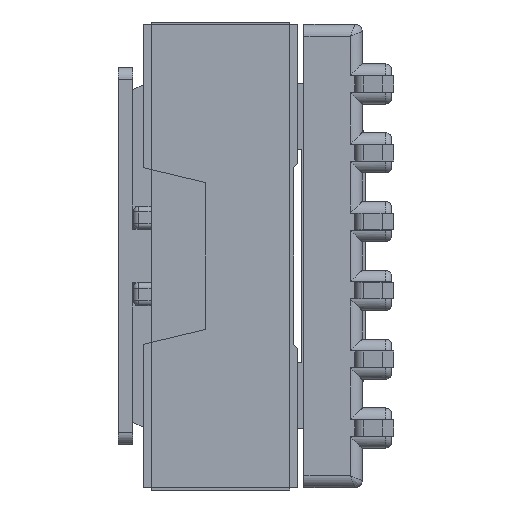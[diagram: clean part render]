
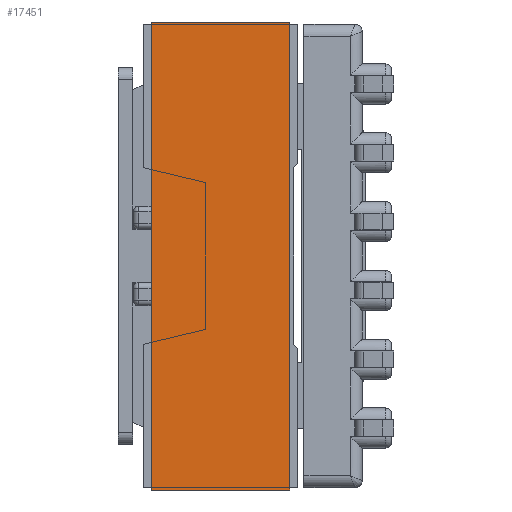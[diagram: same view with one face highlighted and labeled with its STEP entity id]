
A CAD part, left-side view. The second image highlights one B-rep face of the part: STEP entity #17451.
In plain terms, the highlighted planar face has unit normal (-1, 0, 0).
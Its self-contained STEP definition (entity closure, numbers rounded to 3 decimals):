
#207 = CARTESIAN_POINT ( 'NONE',  ( -0.1, -20.1, -5.97 ) ) ;
#230 = DIRECTION ( 'NONE',  ( 0., -1., 0. ) ) ;
#918 = VECTOR ( 'NONE', #7361, 1000. ) ;
#1380 = LINE ( 'NONE', #16416, #918 ) ;
#1572 = DIRECTION ( 'NONE',  ( 0., -1., 0. ) ) ;
#1735 = EDGE_CURVE ( 'NONE', #6306, #15558, #1380, .T. ) ;
#1894 = VECTOR ( 'NONE', #8801, 1000. ) ;
#2094 = CARTESIAN_POINT ( 'NONE',  ( -0.1, 0.1, 0. ) ) ;
#2826 = CARTESIAN_POINT ( 'NONE',  ( -0.1, 0.1, 0. ) ) ;
#4535 = ORIENTED_EDGE ( 'NONE', *, *, #18905, .F. ) ;
#5205 = LINE ( 'NONE', #13524, #15804 ) ;
#5395 = CARTESIAN_POINT ( 'NONE',  ( -0.1, -20.1, -5.97 ) ) ;
#5819 = CARTESIAN_POINT ( 'NONE',  ( -0.1, 0.1, -5.97 ) ) ;
#6306 = VERTEX_POINT ( 'NONE', #5819 ) ;
#6524 = VECTOR ( 'NONE', #15251, 1000. ) ;
#6923 = VERTEX_POINT ( 'NONE', #11953 ) ;
#7283 = AXIS2_PLACEMENT_3D ( 'NONE', #7667, #9207, #230 ) ;
#7361 = DIRECTION ( 'NONE',  ( 0., 0., 1. ) ) ;
#7667 = CARTESIAN_POINT ( 'NONE',  ( -0.1, 0.1, -5.97 ) ) ;
#8801 = DIRECTION ( 'NONE',  ( 0., -1., 0. ) ) ;
#9207 = DIRECTION ( 'NONE',  ( -1., 0., 0. ) ) ;
#9396 = LINE ( 'NONE', #2826, #1894 ) ;
#10108 = ORIENTED_EDGE ( 'NONE', *, *, #1735, .F. ) ;
#10501 = LINE ( 'NONE', #207, #6524 ) ;
#11775 = ORIENTED_EDGE ( 'NONE', *, *, #14904, .T. ) ;
#11953 = CARTESIAN_POINT ( 'NONE',  ( -0.1, -20.1, 0. ) ) ;
#13524 = CARTESIAN_POINT ( 'NONE',  ( -0.1, 0.1, -5.97 ) ) ;
#14617 = VERTEX_POINT ( 'NONE', #5395 ) ;
#14904 = EDGE_CURVE ( 'NONE', #14617, #6923, #10501, .T. ) ;
#15251 = DIRECTION ( 'NONE',  ( 0., 0., 1. ) ) ;
#15558 = VERTEX_POINT ( 'NONE', #2094 ) ;
#15596 = EDGE_LOOP ( 'NONE', ( #4535, #10108, #19047, #11775 ) ) ;
#15804 = VECTOR ( 'NONE', #1572, 1000. ) ;
#16416 = CARTESIAN_POINT ( 'NONE',  ( -0.1, 0.1, -5.97 ) ) ;
#16739 = PLANE ( 'NONE',  #7283 ) ;
#17451 = ADVANCED_FACE ( 'NONE', ( #18882 ), #16739, .T. ) ;
#18434 = EDGE_CURVE ( 'NONE', #6306, #14617, #5205, .T. ) ;
#18882 = FACE_OUTER_BOUND ( 'NONE', #15596, .T. ) ;
#18905 = EDGE_CURVE ( 'NONE', #15558, #6923, #9396, .T. ) ;
#19047 = ORIENTED_EDGE ( 'NONE', *, *, #18434, .T. ) ;
